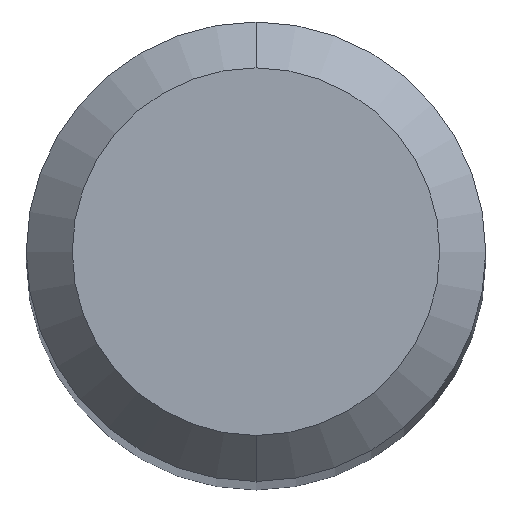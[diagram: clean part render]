
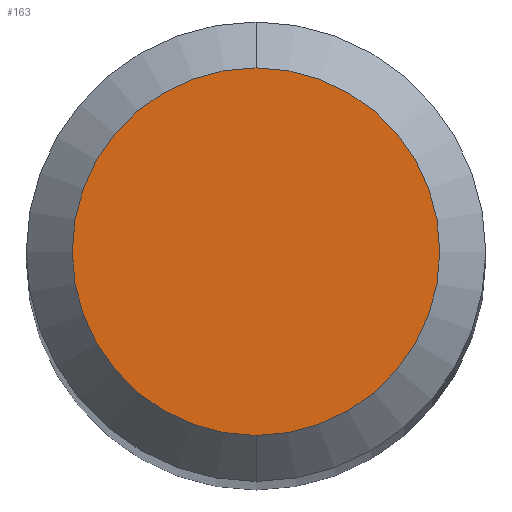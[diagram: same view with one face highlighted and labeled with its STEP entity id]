
A CAD part, top view. The second image highlights one B-rep face of the part: STEP entity #163.
In plain terms, the highlighted planar face has unit normal (0, 0, 1).
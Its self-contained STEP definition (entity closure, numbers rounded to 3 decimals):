
#93=VERTEX_POINT('',#228);
#141=EDGE_CURVE('',#193,#93,#282,.T.);
#163=ADVANCED_FACE('',(#306),#307,.T.);
#165=EDGE_CURVE('',#93,#193,#309,.T.);
#193=VERTEX_POINT('',#340);
#228=CARTESIAN_POINT('',(0.0,1.2,0.0));
#282=CIRCLE('',#438,1.2);
#306=FACE_OUTER_BOUND('',#472,.T.);
#307=PLANE('',#473);
#309=CIRCLE('',#476,1.2);
#340=CARTESIAN_POINT('',(0.,-1.2,0.0));
#438=AXIS2_PLACEMENT_3D('',#598,#599,#600);
#472=EDGE_LOOP('',(#633,#634));
#473=AXIS2_PLACEMENT_3D('',#635,#636,#637);
#476=AXIS2_PLACEMENT_3D('',#638,#639,#640);
#598=CARTESIAN_POINT('',(0.0,0.0,0.0));
#599=DIRECTION('',(0.0,0.0,-1.0));
#600=DIRECTION('',(0.0,1.0,0.0));
#633=ORIENTED_EDGE('',*,*,#165,.F.);
#634=ORIENTED_EDGE('',*,*,#141,.F.);
#635=CARTESIAN_POINT('',(0.0,0.6,0.0));
#636=DIRECTION('',(-0.0,0.0,1.0));
#637=DIRECTION('',(0.0,-1.0,0.0));
#638=CARTESIAN_POINT('',(0.0,0.0,0.0));
#639=DIRECTION('',(0.0,0.0,-1.0));
#640=DIRECTION('',(0.0,1.0,0.0));
